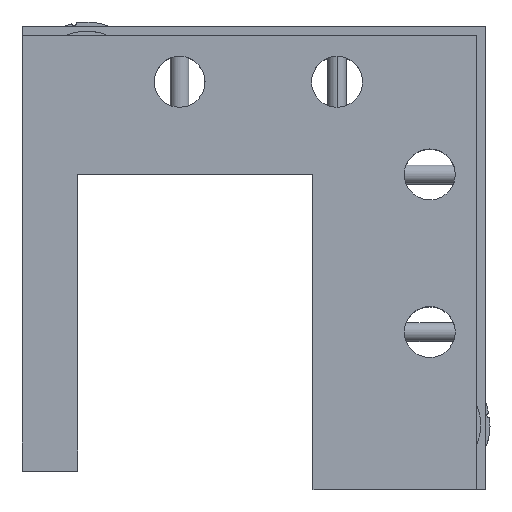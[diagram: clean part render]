
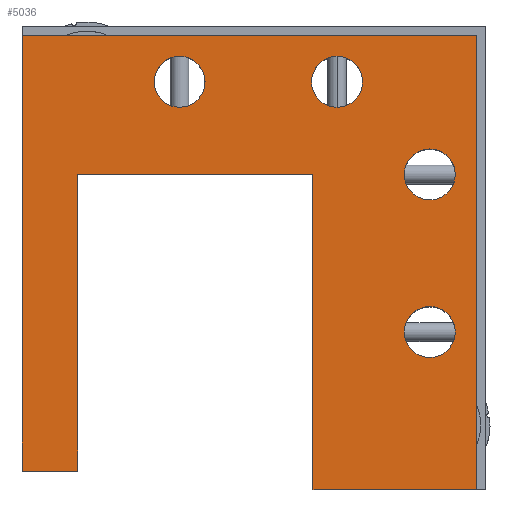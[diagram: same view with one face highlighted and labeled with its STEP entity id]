
A CAD part, top view. The second image highlights one B-rep face of the part: STEP entity #5036.
In plain terms, the highlighted planar face has unit normal (0, 0, 1).
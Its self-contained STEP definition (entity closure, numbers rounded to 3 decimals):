
#133 = CIRCLE ( 'NONE', #4799, 2.75 ) ;
#143 = CIRCLE ( 'NONE', #4556, 2.75 ) ;
#1030 = LINE ( 'NONE', #1031, #4737 ) ;
#1031 = CARTESIAN_POINT ( 'NONE',  ( -22.338, 9.043, 18.5 ) ) ;
#1032 = DIRECTION ( 'NONE',  ( -1., 0., 0. ) ) ;
#1055 = LINE ( 'NONE', #1056, #4745 ) ;
#1056 = CARTESIAN_POINT ( 'NONE',  ( -28.338, 24.043, 18.5 ) ) ;
#1057 = DIRECTION ( 'NONE',  ( 0., 1., 0. ) ) ;
#1058 = LINE ( 'NONE', #1059, #4746 ) ;
#1059 = CARTESIAN_POINT ( 'NONE',  ( -22.338, 9.043, 18.5 ) ) ;
#1060 = DIRECTION ( 'NONE',  ( 0., -1., 0. ) ) ;
#1061 = LINE ( 'NONE', #1062, #4747 ) ;
#1062 = CARTESIAN_POINT ( 'NONE',  ( 3.062, 9.043, 18.5 ) ) ;
#1063 = DIRECTION ( 'NONE',  ( 0., 1., 0. ) ) ;
#1182 = EDGE_CURVE ( 'NONE', #3927, #3942, #3483, .T. ) ;
#1236 = CARTESIAN_POINT ( 'NONE',  ( 15.662, 9.043, 18.5 ) ) ;
#1237 = DIRECTION ( 'NONE',  ( 0., 0., -1. ) ) ;
#1238 = DIRECTION ( 'NONE',  ( 0., -1., 0. ) ) ;
#1259 = CARTESIAN_POINT ( 'NONE',  ( 5.662, 16.293, 18.5 ) ) ;
#1266 = CARTESIAN_POINT ( 'NONE',  ( -22.338, -22.957, 18.5 ) ) ;
#1287 = CARTESIAN_POINT ( 'NONE',  ( 20.662, 24.043, 18.5 ) ) ;
#1315 = CARTESIAN_POINT ( 'NONE',  ( 5.662, 21.793, 18.5 ) ) ;
#1318 = CARTESIAN_POINT ( 'NONE',  ( 20.662, -24.957, 18.5 ) ) ;
#1319 = CARTESIAN_POINT ( 'NONE',  ( 3.062, 9.043, 18.5 ) ) ;
#1364 = CARTESIAN_POINT ( 'NONE',  ( -11.338, 16.293, 18.5 ) ) ;
#1367 = CARTESIAN_POINT ( 'NONE',  ( -11.338, 21.793, 18.5 ) ) ;
#1379 = CARTESIAN_POINT ( 'NONE',  ( -22.338, 9.043, 18.5 ) ) ;
#1390 = CARTESIAN_POINT ( 'NONE',  ( 3.062, -24.957, 18.5 ) ) ;
#1422 = EDGE_CURVE ( 'NONE', #5649, #5780, #1492, .T. ) ;
#1431 = EDGE_CURVE ( 'NONE', #5780, #6050, #1749, .T. ) ;
#1492 = LINE ( 'NONE', #1609, #3306 ) ;
#1566 = CARTESIAN_POINT ( 'NONE',  ( -11.338, 19.043, 18.5 ) ) ;
#1609 = CARTESIAN_POINT ( 'NONE',  ( 20.662, 24.043, 18.5 ) ) ;
#1612 = DIRECTION ( 'NONE',  ( 0., -1., 0. ) ) ;
#1629 = CARTESIAN_POINT ( 'NONE',  ( 20.662, -24.957, 18.5 ) ) ;
#1665 = DIRECTION ( 'NONE',  ( 0., -1., 0. ) ) ;
#1749 = LINE ( 'NONE', #1629, #3233 ) ;
#1847 = DIRECTION ( 'NONE',  ( 0., 0., -1. ) ) ;
#1907 = DIRECTION ( 'NONE',  ( -1., 0., 0. ) ) ;
#2257 = CARTESIAN_POINT ( 'NONE',  ( 15.662, -10.707, 18.5 ) ) ;
#2270 = CARTESIAN_POINT ( 'NONE',  ( 15.662, -5.207, 18.5 ) ) ;
#2275 = CARTESIAN_POINT ( 'NONE',  ( -28.338, 24.043, 18.5 ) ) ;
#2294 = CARTESIAN_POINT ( 'NONE',  ( 15.662, 11.793, 18.5 ) ) ;
#2311 = CARTESIAN_POINT ( 'NONE',  ( 15.662, 6.293, 18.5 ) ) ;
#2352 = CARTESIAN_POINT ( 'NONE',  ( -28.338, -22.957, 18.5 ) ) ;
#2586 = CARTESIAN_POINT ( 'NONE',  ( 15.662, 9.043, 18.5 ) ) ;
#2587 = DIRECTION ( 'NONE',  ( 0., 0., -1. ) ) ;
#2588 = DIRECTION ( 'NONE',  ( 0., -1., 0. ) ) ;
#2598 = CARTESIAN_POINT ( 'NONE',  ( 5.662, 19.043, 18.5 ) ) ;
#2599 = DIRECTION ( 'NONE',  ( 0., 0., -1. ) ) ;
#2600 = DIRECTION ( 'NONE',  ( 0., -1., 0. ) ) ;
#3000 = PLANE ( 'NONE',  #6233 ) ;
#3001 = CARTESIAN_POINT ( 'NONE',  ( 20.662, 24.043, 18.5 ) ) ;
#3002 = DIRECTION ( 'NONE',  ( 0., 0., 1. ) ) ;
#3003 = DIRECTION ( 'NONE',  ( 0., 1., 0. ) ) ;
#3176 = AXIS2_PLACEMENT_3D ( 'NONE', #4203, #4132, #4125 ) ;
#3233 = VECTOR ( 'NONE', #1907, 1000. ) ;
#3306 = VECTOR ( 'NONE', #1665, 1000. ) ;
#3371 = AXIS2_PLACEMENT_3D ( 'NONE', #8495, #8499, #8500 ) ;
#3402 = AXIS2_PLACEMENT_3D ( 'NONE', #1566, #1847, #1612 ) ;
#3435 = CIRCLE ( 'NONE', #3402, 2.75 ) ;
#3483 = CIRCLE ( 'NONE', #3176, 2.75 ) ;
#3493 = CIRCLE ( 'NONE', #9135, 2.75 ) ;
#3514 = EDGE_CURVE ( 'NONE', #5943, #5957, #3435, .T. ) ;
#3553 = EDGE_CURVE ( 'NONE', #5757, #5507, #3591, .T. ) ;
#3591 = CIRCLE ( 'NONE', #3371, 2.75 ) ;
#3615 = CIRCLE ( 'NONE', #9138, 2.75 ) ;
#3656 = EDGE_CURVE ( 'NONE', #5957, #5943, #3681, .T. ) ;
#3657 = EDGE_CURVE ( 'NONE', #5550, #4050, #8191, .T. ) ;
#3671 = EDGE_CURVE ( 'NONE', #3949, #5649, #6371, .T. ) ;
#3681 = CIRCLE ( 'NONE', #9247, 2.75 ) ;
#3927 = VERTEX_POINT ( 'NONE', #2257 ) ;
#3942 = VERTEX_POINT ( 'NONE', #2270 ) ;
#3949 = VERTEX_POINT ( 'NONE', #2275 ) ;
#3969 = VERTEX_POINT ( 'NONE', #2294 ) ;
#3989 = VERTEX_POINT ( 'NONE', #2311 ) ;
#4033 = EDGE_LOOP ( 'NONE', ( #5794, #5922 ) ) ;
#4050 = VERTEX_POINT ( 'NONE', #2352 ) ;
#4125 = DIRECTION ( 'NONE',  ( 0., -1., 0. ) ) ;
#4132 = DIRECTION ( 'NONE',  ( 0., 0., -1. ) ) ;
#4155 = EDGE_LOOP ( 'NONE', ( #5695, #5644, #5466, #5585, #5983, #5977, #5562, #5849 ) ) ;
#4203 = CARTESIAN_POINT ( 'NONE',  ( 15.662, -7.957, 18.5 ) ) ;
#4261 = EDGE_LOOP ( 'NONE', ( #5662, #5492 ) ) ;
#4302 = EDGE_LOOP ( 'NONE', ( #5992, #5672 ) ) ;
#4371 = EDGE_LOOP ( 'NONE', ( #5906, #5467 ) ) ;
#4556 = AXIS2_PLACEMENT_3D ( 'NONE', #7124, #7128, #7129 ) ;
#4737 = VECTOR ( 'NONE', #1032, 1000. ) ;
#4745 = VECTOR ( 'NONE', #1057, 1000. ) ;
#4746 = VECTOR ( 'NONE', #1060, 1000. ) ;
#4747 = VECTOR ( 'NONE', #1063, 1000. ) ;
#4799 = AXIS2_PLACEMENT_3D ( 'NONE', #1236, #1237, #1238 ) ;
#4919 = EDGE_CURVE ( 'NONE', #3989, #3969, #3493, .T. ) ;
#4923 = EDGE_CURVE ( 'NONE', #5507, #5757, #3615, .T. ) ;
#5036 = ADVANCED_FACE ( 'NONE', ( #6196, #6238, #6138, #6207, #6102 ), #3000, .T. ) ;
#5269 = EDGE_CURVE ( 'NONE', #3942, #3927, #143, .T. ) ;
#5306 = EDGE_CURVE ( 'NONE', #5783, #6005, #1030, .T. ) ;
#5311 = EDGE_CURVE ( 'NONE', #4050, #3949, #1055, .T. ) ;
#5312 = EDGE_CURVE ( 'NONE', #6005, #5550, #1058, .T. ) ;
#5313 = EDGE_CURVE ( 'NONE', #6050, #5783, #1061, .T. ) ;
#5332 = EDGE_CURVE ( 'NONE', #3969, #3989, #133, .T. ) ;
#5466 = ORIENTED_EDGE ( 'NONE', *, *, #3657, .F. ) ;
#5467 = ORIENTED_EDGE ( 'NONE', *, *, #3514, .T. ) ;
#5492 = ORIENTED_EDGE ( 'NONE', *, *, #1182, .T. ) ;
#5507 = VERTEX_POINT ( 'NONE', #1259 ) ;
#5550 = VERTEX_POINT ( 'NONE', #1266 ) ;
#5562 = ORIENTED_EDGE ( 'NONE', *, *, #1431, .F. ) ;
#5585 = ORIENTED_EDGE ( 'NONE', *, *, #5312, .F. ) ;
#5644 = ORIENTED_EDGE ( 'NONE', *, *, #5311, .F. ) ;
#5649 = VERTEX_POINT ( 'NONE', #1287 ) ;
#5662 = ORIENTED_EDGE ( 'NONE', *, *, #5269, .T. ) ;
#5672 = ORIENTED_EDGE ( 'NONE', *, *, #4923, .T. ) ;
#5695 = ORIENTED_EDGE ( 'NONE', *, *, #3671, .F. ) ;
#5757 = VERTEX_POINT ( 'NONE', #1315 ) ;
#5780 = VERTEX_POINT ( 'NONE', #1318 ) ;
#5783 = VERTEX_POINT ( 'NONE', #1319 ) ;
#5794 = ORIENTED_EDGE ( 'NONE', *, *, #5332, .T. ) ;
#5849 = ORIENTED_EDGE ( 'NONE', *, *, #1422, .F. ) ;
#5906 = ORIENTED_EDGE ( 'NONE', *, *, #3656, .T. ) ;
#5922 = ORIENTED_EDGE ( 'NONE', *, *, #4919, .T. ) ;
#5943 = VERTEX_POINT ( 'NONE', #1364 ) ;
#5957 = VERTEX_POINT ( 'NONE', #1367 ) ;
#5977 = ORIENTED_EDGE ( 'NONE', *, *, #5313, .F. ) ;
#5983 = ORIENTED_EDGE ( 'NONE', *, *, #5306, .F. ) ;
#5992 = ORIENTED_EDGE ( 'NONE', *, *, #3553, .T. ) ;
#6005 = VERTEX_POINT ( 'NONE', #1379 ) ;
#6050 = VERTEX_POINT ( 'NONE', #1390 ) ;
#6102 = FACE_BOUND ( 'NONE', #4261, .T. ) ;
#6138 = FACE_OUTER_BOUND ( 'NONE', #4155, .T. ) ;
#6196 = FACE_BOUND ( 'NONE', #4033, .T. ) ;
#6207 = FACE_BOUND ( 'NONE', #4371, .T. ) ;
#6233 = AXIS2_PLACEMENT_3D ( 'NONE', #3001, #3002, #3003 ) ;
#6238 = FACE_BOUND ( 'NONE', #4302, .T. ) ;
#6364 = CARTESIAN_POINT ( 'NONE',  ( 20.662, 24.043, 18.5 ) ) ;
#6371 = LINE ( 'NONE', #6364, #9323 ) ;
#6442 = DIRECTION ( 'NONE',  ( 1., 0., 0. ) ) ;
#7124 = CARTESIAN_POINT ( 'NONE',  ( 15.662, -7.957, 18.5 ) ) ;
#7128 = DIRECTION ( 'NONE',  ( 0., 0., -1. ) ) ;
#7129 = DIRECTION ( 'NONE',  ( 0., -1., 0. ) ) ;
#8128 = DIRECTION ( 'NONE',  ( 0., 0., -1. ) ) ;
#8130 = CARTESIAN_POINT ( 'NONE',  ( -11.338, 19.043, 18.5 ) ) ;
#8132 = DIRECTION ( 'NONE',  ( 0., -1., 0. ) ) ;
#8147 = DIRECTION ( 'NONE',  ( -1., 0., 0. ) ) ;
#8190 = CARTESIAN_POINT ( 'NONE',  ( -28.338, -22.957, 18.5 ) ) ;
#8191 = LINE ( 'NONE', #8190, #9265 ) ;
#8495 = CARTESIAN_POINT ( 'NONE',  ( 5.662, 19.043, 18.5 ) ) ;
#8499 = DIRECTION ( 'NONE',  ( 0., 0., -1. ) ) ;
#8500 = DIRECTION ( 'NONE',  ( 0., -1., 0. ) ) ;
#9135 = AXIS2_PLACEMENT_3D ( 'NONE', #2586, #2587, #2588 ) ;
#9138 = AXIS2_PLACEMENT_3D ( 'NONE', #2598, #2599, #2600 ) ;
#9247 = AXIS2_PLACEMENT_3D ( 'NONE', #8130, #8128, #8132 ) ;
#9265 = VECTOR ( 'NONE', #8147, 1000. ) ;
#9323 = VECTOR ( 'NONE', #6442, 1000. ) ;
